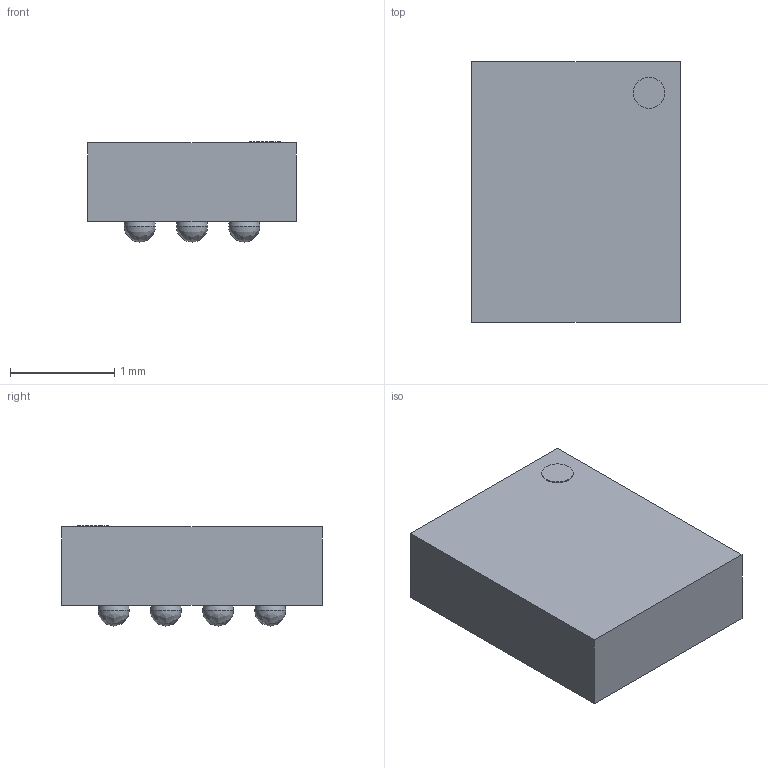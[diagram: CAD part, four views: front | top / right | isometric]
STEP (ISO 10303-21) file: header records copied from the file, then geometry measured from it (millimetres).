
FILE_DESCRIPTION (( 'STEP AP214' ), '1' );
FILE_NAME ('TXB0104NMNR_STEP.STEP', '2024-06-07T17:21:00', ( '' ), ( '' ), 'SwSTEP 2.0', 'SolidWorks 2023', '' );
FILE_SCHEMA (( 'AUTOMOTIVE_DESIGN' ));
Length unit declared in the file: millimetre
Products named in the file (1): TXB0104NMNR_STEP
Bounding box: 2 x 2.5 x 0.96 mm (x, y, z)
Surface area: 20.2 mm2 (no closed solid volume)
Topology: 0 solids, 13 shells, 33 faces, 90 edges, 36 vertices
Faces by surface type: bspline 24, plane 7, cylinder 2
Entity records: 1319 total; most frequent: CARTESIAN_POINT 472, DIRECTION 90, ORIENTED_EDGE 84, EDGE_CURVE 42, AXIS2_PLACEMENT_3D 38, VERTEX_POINT 36, UNCERTAINTY_MEASURE_WITH_UNIT 34, EDGE_LOOP 34
